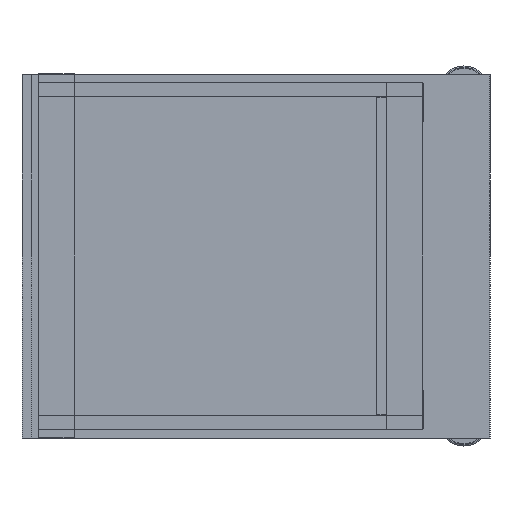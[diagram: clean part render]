
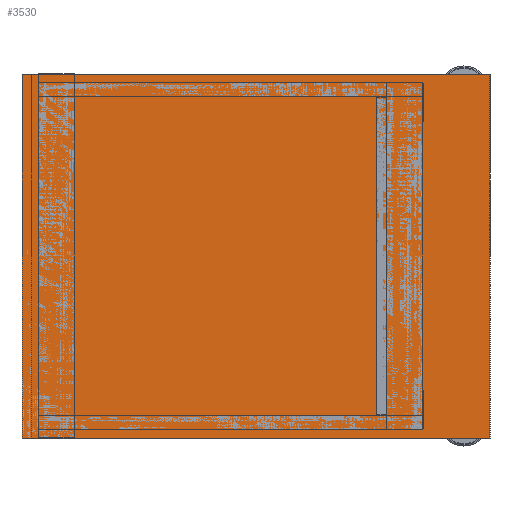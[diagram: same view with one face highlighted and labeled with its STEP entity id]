
A CAD part, left-side view. The second image highlights one B-rep face of the part: STEP entity #3530.
In plain terms, the highlighted planar face has unit normal (-1, 0, 0).
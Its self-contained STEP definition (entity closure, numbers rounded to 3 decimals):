
#281 = CARTESIAN_POINT ( 'NONE',  ( -700., -900., -350. ) ) ;
#543 = VECTOR ( 'NONE', #2091, 1000. ) ;
#1084 = FACE_OUTER_BOUND ( 'NONE', #1747, .T. ) ;
#1205 = EDGE_CURVE ( 'NONE', #1927, #3039, #2105, .T. ) ;
#1397 = CARTESIAN_POINT ( 'NONE',  ( -700., -900., -350. ) ) ;
#1546 = EDGE_CURVE ( 'NONE', #4073, #4709, #1673, .T. ) ;
#1673 = LINE ( 'NONE', #2702, #2589 ) ;
#1723 = DIRECTION ( 'NONE',  ( -1., 0., 0. ) ) ;
#1747 = EDGE_LOOP ( 'NONE', ( #4368, #3554, #3886, #2603 ) ) ;
#1927 = VERTEX_POINT ( 'NONE', #1397 ) ;
#2012 = EDGE_CURVE ( 'NONE', #1927, #4073, #3809, .T. ) ;
#2052 = CARTESIAN_POINT ( 'NONE',  ( -700., -900., -350. ) ) ;
#2091 = DIRECTION ( 'NONE',  ( 0., 0., 1. ) ) ;
#2105 = LINE ( 'NONE', #4428, #543 ) ;
#2126 = CARTESIAN_POINT ( 'NONE',  ( -700., 0., 350. ) ) ;
#2479 = DIRECTION ( 'NONE',  ( 0., 0., 1. ) ) ;
#2589 = VECTOR ( 'NONE', #3471, 1000. ) ;
#2595 = DIRECTION ( 'NONE',  ( 0., 1., 0. ) ) ;
#2603 = ORIENTED_EDGE ( 'NONE', *, *, #2656, .T. ) ;
#2656 = EDGE_CURVE ( 'NONE', #3039, #4709, #4278, .T. ) ;
#2702 = CARTESIAN_POINT ( 'NONE',  ( -700., 0., -350. ) ) ;
#3039 = VERTEX_POINT ( 'NONE', #4731 ) ;
#3466 = DIRECTION ( 'NONE',  ( 0., 1., 0. ) ) ;
#3471 = DIRECTION ( 'NONE',  ( 0., 0., 1. ) ) ;
#3530 = ADVANCED_FACE ( 'NONE', ( #1084 ), #4382, .T. ) ;
#3554 = ORIENTED_EDGE ( 'NONE', *, *, #2012, .F. ) ;
#3611 = VECTOR ( 'NONE', #2595, 1000. ) ;
#3809 = LINE ( 'NONE', #281, #3611 ) ;
#3886 = ORIENTED_EDGE ( 'NONE', *, *, #1205, .T. ) ;
#4044 = AXIS2_PLACEMENT_3D ( 'NONE', #2052, #1723, #2479 ) ;
#4073 = VERTEX_POINT ( 'NONE', #5120 ) ;
#4259 = CARTESIAN_POINT ( 'NONE',  ( -700., -900., 350. ) ) ;
#4278 = LINE ( 'NONE', #4259, #4583 ) ;
#4368 = ORIENTED_EDGE ( 'NONE', *, *, #1546, .F. ) ;
#4382 = PLANE ( 'NONE',  #4044 ) ;
#4428 = CARTESIAN_POINT ( 'NONE',  ( -700., -900., -350. ) ) ;
#4583 = VECTOR ( 'NONE', #3466, 1000. ) ;
#4709 = VERTEX_POINT ( 'NONE', #2126 ) ;
#4731 = CARTESIAN_POINT ( 'NONE',  ( -700., -900., 350. ) ) ;
#5120 = CARTESIAN_POINT ( 'NONE',  ( -700., 0., -350. ) ) ;
